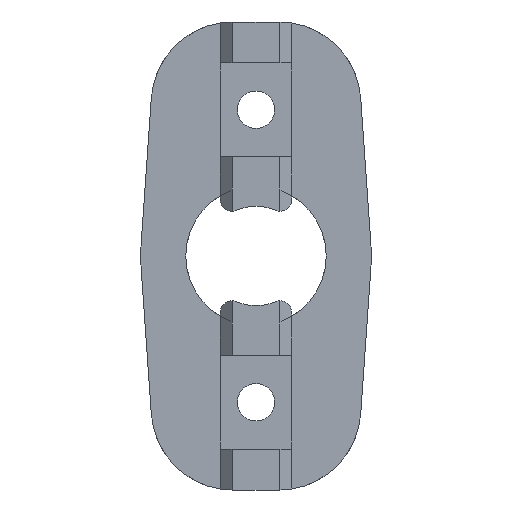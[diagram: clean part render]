
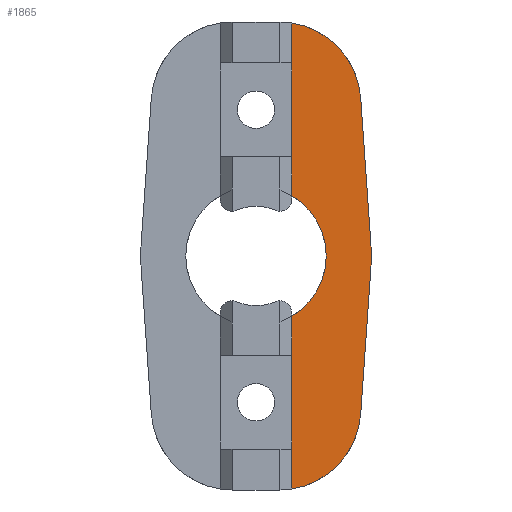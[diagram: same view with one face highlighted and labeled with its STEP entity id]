
A CAD part, front view. The second image highlights one B-rep face of the part: STEP entity #1865.
In plain terms, the highlighted planar face has unit normal (0, -1, 0).
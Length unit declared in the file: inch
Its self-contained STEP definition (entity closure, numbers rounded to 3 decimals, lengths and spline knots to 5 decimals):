
#11 = EDGE_CURVE ( 'NONE', #740, #1143, #1257, .T. ) ;
#79 = VERTEX_POINT ( 'NONE', #405 ) ;
#90 = VECTOR ( 'NONE', #391, 39.37008 ) ;
#125 = DIRECTION ( 'NONE',  ( 0., 0., 1. ) ) ;
#144 = LINE ( 'NONE', #213, #90 ) ;
#174 = VERTEX_POINT ( 'NONE', #2096 ) ;
#205 = CARTESIAN_POINT ( 'NONE',  ( 0.12008, 0., 0.7874 ) ) ;
#213 = CARTESIAN_POINT ( 'NONE',  ( 0.38742, 0., 0.02689 ) ) ;
#214 = AXIS2_PLACEMENT_3D ( 'NONE', #2030, #433, #1495 ) ;
#262 = DIRECTION ( 'NONE',  ( 0., 0., 1. ) ) ;
#355 = ORIENTED_EDGE ( 'NONE', *, *, #11, .F. ) ;
#391 = DIRECTION ( 'NONE',  ( 0.069, 0., -0.998 ) ) ;
#402 = ORIENTED_EDGE ( 'NONE', *, *, #2207, .T. ) ;
#405 = CARTESIAN_POINT ( 'NONE',  ( 0.12008, 0., -0.20342 ) ) ;
#433 = DIRECTION ( 'NONE',  ( 0., 1., 0. ) ) ;
#440 = CARTESIAN_POINT ( 'NONE',  ( 0.35245, 0., -0.53089 ) ) ;
#459 = CARTESIAN_POINT ( 'NONE',  ( 0., 0., 0. ) ) ;
#478 = LINE ( 'NONE', #2008, #923 ) ;
#498 = VERTEX_POINT ( 'NONE', #1035 ) ;
#624 = EDGE_CURVE ( 'NONE', #1498, #740, #144, .T. ) ;
#637 = EDGE_CURVE ( 'NONE', #174, #2261, #2315, .T. ) ;
#658 = EDGE_LOOP ( 'NONE', ( #1576, #1696, #855, #355, #1496, #402, #1371, #1043 ) ) ;
#740 = VERTEX_POINT ( 'NONE', #1884 ) ;
#764 = CARTESIAN_POINT ( 'NONE',  ( 0.38742, 0., -0.02689 ) ) ;
#788 = CARTESIAN_POINT ( 'NONE',  ( 0.07752, 0., 0.51181 ) ) ;
#797 = CIRCLE ( 'NONE', #1076, 0.27559 ) ;
#806 = EDGE_CURVE ( 'NONE', #498, #2215, #1331, .T. ) ;
#826 = AXIS2_PLACEMENT_3D ( 'NONE', #1375, #1564, #1529 ) ;
#831 = AXIS2_PLACEMENT_3D ( 'NONE', #459, #1896, #125 ) ;
#855 = ORIENTED_EDGE ( 'NONE', *, *, #989, .T. ) ;
#871 = DIRECTION ( 'NONE',  ( 0., 1., 0. ) ) ;
#899 = CARTESIAN_POINT ( 'NONE',  ( 0., 0., 0. ) ) ;
#923 = VECTOR ( 'NONE', #1066, 39.37008 ) ;
#989 = EDGE_CURVE ( 'NONE', #2215, #1143, #478, .T. ) ;
#1035 = CARTESIAN_POINT ( 'NONE',  ( 0.12008, 0., -0.7841 ) ) ;
#1043 = ORIENTED_EDGE ( 'NONE', *, *, #2229, .T. ) ;
#1066 = DIRECTION ( 'NONE',  ( 0.069, 0., 0.998 ) ) ;
#1076 = AXIS2_PLACEMENT_3D ( 'NONE', #788, #2221, #262 ) ;
#1143 = VERTEX_POINT ( 'NONE', #764 ) ;
#1193 = VECTOR ( 'NONE', #1701, 39.37008 ) ;
#1207 = CARTESIAN_POINT ( 'NONE',  ( 0.35245, 0., 0.53089 ) ) ;
#1257 = CIRCLE ( 'NONE', #2153, 0.38835 ) ;
#1330 = CARTESIAN_POINT ( 'NONE',  ( 0.12008, 0., 0.7874 ) ) ;
#1331 = CIRCLE ( 'NONE', #826, 0.27559 ) ;
#1359 = LINE ( 'NONE', #1330, #1193 ) ;
#1371 = ORIENTED_EDGE ( 'NONE', *, *, #637, .F. ) ;
#1375 = CARTESIAN_POINT ( 'NONE',  ( 0.07752, 0., -0.51181 ) ) ;
#1495 = DIRECTION ( 'NONE',  ( 0., 0., 1. ) ) ;
#1496 = ORIENTED_EDGE ( 'NONE', *, *, #624, .F. ) ;
#1498 = VERTEX_POINT ( 'NONE', #1207 ) ;
#1529 = DIRECTION ( 'NONE',  ( 0., 0., 1. ) ) ;
#1564 = DIRECTION ( 'NONE',  ( 0., -1., 0. ) ) ;
#1576 = ORIENTED_EDGE ( 'NONE', *, *, #1931, .F. ) ;
#1662 = PLANE ( 'NONE',  #831 ) ;
#1692 = CARTESIAN_POINT ( 'NONE',  ( 0.12008, 0., 0.7841 ) ) ;
#1696 = ORIENTED_EDGE ( 'NONE', *, *, #806, .T. ) ;
#1701 = DIRECTION ( 'NONE',  ( 0., 0., 1. ) ) ;
#1829 = VECTOR ( 'NONE', #2339, 39.37008 ) ;
#1865 = ADVANCED_FACE ( 'NONE', ( #2224 ), #1662, .F. ) ;
#1884 = CARTESIAN_POINT ( 'NONE',  ( 0.38742, 0., 0.02689 ) ) ;
#1896 = DIRECTION ( 'NONE',  ( 0., 1., 0. ) ) ;
#1931 = EDGE_CURVE ( 'NONE', #498, #79, #1359, .T. ) ;
#2008 = CARTESIAN_POINT ( 'NONE',  ( 0.38742, 0., -0.02689 ) ) ;
#2030 = CARTESIAN_POINT ( 'NONE',  ( 0., 0., 0. ) ) ;
#2096 = CARTESIAN_POINT ( 'NONE',  ( 0.12008, 0., 0.20342 ) ) ;
#2153 = AXIS2_PLACEMENT_3D ( 'NONE', #899, #871, #2163 ) ;
#2163 = DIRECTION ( 'NONE',  ( 0., 0., 1. ) ) ;
#2185 = CIRCLE ( 'NONE', #214, 0.23622 ) ;
#2207 = EDGE_CURVE ( 'NONE', #1498, #2261, #797, .T. ) ;
#2215 = VERTEX_POINT ( 'NONE', #440 ) ;
#2221 = DIRECTION ( 'NONE',  ( 0., -1., 0. ) ) ;
#2224 = FACE_OUTER_BOUND ( 'NONE', #658, .T. ) ;
#2229 = EDGE_CURVE ( 'NONE', #174, #79, #2185, .T. ) ;
#2261 = VERTEX_POINT ( 'NONE', #1692 ) ;
#2315 = LINE ( 'NONE', #205, #1829 ) ;
#2339 = DIRECTION ( 'NONE',  ( 0., 0., 1. ) ) ;
